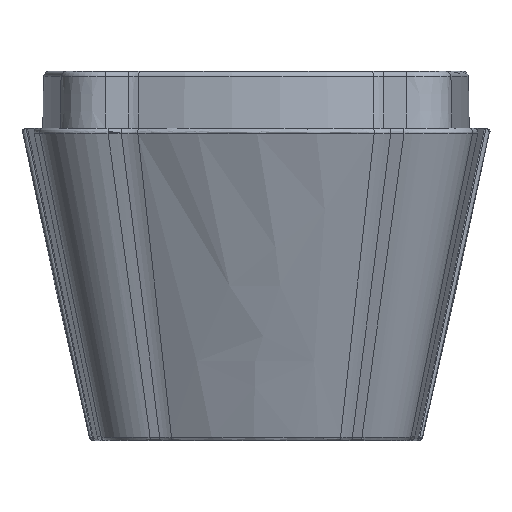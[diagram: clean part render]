
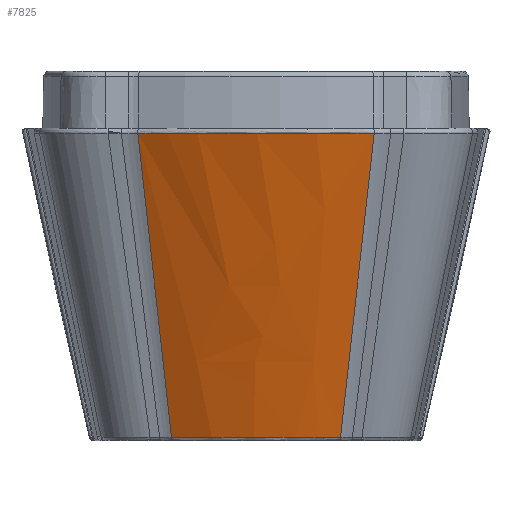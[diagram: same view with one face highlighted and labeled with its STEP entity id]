
A CAD part, front view. The second image highlights one B-rep face of the part: STEP entity #7825.
In plain terms, the highlighted free-form (B-spline) face has degree [3, 1] with [5, 2] control points.
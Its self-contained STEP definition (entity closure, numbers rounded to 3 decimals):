
#478 = B_SPLINE_CURVE_WITH_KNOTS ( 'NONE', 1,
 ( #886, #19681 ),
 .UNSPECIFIED., .F., .F.,
 ( 2, 2 ),
 ( 0.011, 0.982 ),
 .UNSPECIFIED. ) ;
#531 = CARTESIAN_POINT ( 'NONE',  ( -20.788, -60.142, 46.749 ) ) ;
#721 = CARTESIAN_POINT ( 'NONE',  ( -3.545, -63.557, 46.749 ) ) ;
#886 = CARTESIAN_POINT ( 'NONE',  ( 14.87, -43.022, -6.65 ) ) ;
#964 = CARTESIAN_POINT ( 'NONE',  ( 14.87, -43.022, -6.65 ) ) ;
#1779 = EDGE_CURVE ( 'NONE', #6138, #23056, #6006, .T. ) ;
#1898 = CARTESIAN_POINT ( 'NONE',  ( -14.314, -62.735, 47.74 ) ) ;
#3553 = ORIENTED_EDGE ( 'NONE', *, *, #16724, .T. ) ;
#4015 = CARTESIAN_POINT ( 'NONE',  ( -10.139, -44.437, -7.26 ) ) ;
#4070 = ORIENTED_EDGE ( 'NONE', *, *, #24023, .T. ) ;
#4110 = CARTESIAN_POINT ( 'NONE',  ( -10.027, -44.415, -6.65 ) ) ;
#4116 = CARTESIAN_POINT ( 'NONE',  ( 14.802, -42.826, -7.26 ) ) ;
#4318 = CARTESIAN_POINT ( 'NONE',  ( -20.898, -60.459, 47.74 ) ) ;
#4702 = B_SPLINE_SURFACE_WITH_KNOTS ( 'NONE', 3, 1, ( 
 ( #6311, #4116 ),
 ( #8810, #15722 ),
 ( #11189, #27912 ),
 ( #1898, #4015 ),
 ( #4318, #9012 ) ),
 .UNSPECIFIED., .F., .F., .F.,
 ( 4, 1, 4 ),
 ( 2, 2 ),
 ( 0., 0.5, 1. ),
 ( 0., 1. ),
 .UNSPECIFIED. ) ;
#6006 = B_SPLINE_CURVE_WITH_KNOTS ( 'NONE', 1,
 ( #6099, #8583 ),
 .UNSPECIFIED., .F., .F.,
 ( 2, 2 ),
 ( 0.018, 0.989 ),
 .UNSPECIFIED. ) ;
#6099 = CARTESIAN_POINT ( 'NONE',  ( -20.788, -60.142, 46.749 ) ) ;
#6138 = VERTEX_POINT ( 'NONE', #531 ) ;
#6311 = CARTESIAN_POINT ( 'NONE',  ( 20.898, -60.459, 47.74 ) ) ;
#6403 = CARTESIAN_POINT ( 'NONE',  ( -14.27, -43.224, -6.65 ) ) ;
#6512 = CARTESIAN_POINT ( 'NONE',  ( -7.569, -44.933, -6.65 ) ) ;
#7211 = CARTESIAN_POINT ( 'NONE',  ( -1.283, -45.518, -6.65 ) ) ;
#7825 = ADVANCED_FACE ( 'NONE', ( #15712 ), #4702, .T. ) ;
#8053 = CARTESIAN_POINT ( 'NONE',  ( 1.76, -63.633, 46.749 ) ) ;
#8583 = CARTESIAN_POINT ( 'NONE',  ( -14.87, -43.022, -6.65 ) ) ;
#8687 = CARTESIAN_POINT ( 'NONE',  ( -14.57, -43.124, -6.65 ) ) ;
#8805 = CARTESIAN_POINT ( 'NONE',  ( -13.368, -43.512, -6.65 ) ) ;
#8810 = CARTESIAN_POINT ( 'NONE',  ( 14.314, -62.735, 47.74 ) ) ;
#9012 = CARTESIAN_POINT ( 'NONE',  ( -14.802, -42.826, -7.26 ) ) ;
#10513 = EDGE_CURVE ( 'NONE', #23056, #15436, #19008, .T. ) ;
#10750 = CARTESIAN_POINT ( 'NONE',  ( 3.523, -63.558, 46.749 ) ) ;
#11189 = CARTESIAN_POINT ( 'NONE',  ( 0., -65.203, 47.74 ) ) ;
#11812 = CARTESIAN_POINT ( 'NONE',  ( 2.502, -45.52, -6.65 ) ) ;
#11908 = CARTESIAN_POINT ( 'NONE',  ( 5.032, -45.306, -6.65 ) ) ;
#12948 = CARTESIAN_POINT ( 'NONE',  ( 14.024, -62.163, 46.749 ) ) ;
#13151 = CARTESIAN_POINT ( 'NONE',  ( -9.693, -62.89, 46.749 ) ) ;
#13698 = CARTESIAN_POINT ( 'NONE',  ( -5.067, -45.25, -6.65 ) ) ;
#15298 = CARTESIAN_POINT ( 'NONE',  ( -20.788, -60.142, 46.749 ) ) ;
#15402 = CARTESIAN_POINT ( 'NONE',  ( -6.189, -63.333, 46.749 ) ) ;
#15436 = VERTEX_POINT ( 'NONE', #964 ) ;
#15712 = FACE_OUTER_BOUND ( 'NONE', #23073, .T. ) ;
#15722 = CARTESIAN_POINT ( 'NONE',  ( 10.139, -44.437, -7.26 ) ) ;
#15943 = CARTESIAN_POINT ( 'NONE',  ( -11.856, -43.95, -6.65 ) ) ;
#16045 = CARTESIAN_POINT ( 'NONE',  ( -2.544, -45.464, -6.65 ) ) ;
#16724 = EDGE_CURVE ( 'NONE', #18503, #6138, #29683, .T. ) ;
#17474 = CARTESIAN_POINT ( 'NONE',  ( 8.793, -63.041, 46.749 ) ) ;
#18213 = CARTESIAN_POINT ( 'NONE',  ( -14.87, -43.022, -6.65 ) ) ;
#18503 = VERTEX_POINT ( 'NONE', #27950 ) ;
#19008 = B_SPLINE_CURVE_WITH_KNOTS ( 'NONE', 3,
 ( #18213, #20907, #8687, #6403, #25294, #8805, #25395, #15943, #4110, #6512, #13698, #16045, #7211, #11812, #11908, #28417, #26103, #26206, #19027, #28212 ),
 .UNSPECIFIED., .F., .F.,
 ( 4, 2, 1, 2, 2, 1, 2, 2, 2, 2, 4 ),
 ( 0., 0., 0.001, 0.002, 0.004, 0.008, 0.011, 0.015, 0.023, 0.026, 0.03 ),
 .UNSPECIFIED. ) ;
#19027 = CARTESIAN_POINT ( 'NONE',  ( 13.673, -43.435, -6.65 ) ) ;
#19326 = ORIENTED_EDGE ( 'NONE', *, *, #10513, .T. ) ;
#19681 = CARTESIAN_POINT ( 'NONE',  ( 20.788, -60.142, 46.749 ) ) ;
#20907 = CARTESIAN_POINT ( 'NONE',  ( -14.721, -43.073, -6.65 ) ) ;
#22553 = CARTESIAN_POINT ( 'NONE',  ( 17.443, -61.298, 46.749 ) ) ;
#23056 = VERTEX_POINT ( 'NONE', #26779 ) ;
#23073 = EDGE_LOOP ( 'NONE', ( #4070, #3553, #26959, #19326 ) ) ;
#24023 = EDGE_CURVE ( 'NONE', #15436, #18503, #478, .T. ) ;
#24637 = CARTESIAN_POINT ( 'NONE',  ( -17.442, -61.298, 46.749 ) ) ;
#24859 = CARTESIAN_POINT ( 'NONE',  ( 7.038, -63.262, 46.749 ) ) ;
#25294 = CARTESIAN_POINT ( 'NONE',  ( -13.82, -43.372, -6.65 ) ) ;
#25395 = CARTESIAN_POINT ( 'NONE',  ( -12.462, -43.783, -6.65 ) ) ;
#26103 = CARTESIAN_POINT ( 'NONE',  ( 10.014, -44.418, -6.65 ) ) ;
#26206 = CARTESIAN_POINT ( 'NONE',  ( 12.462, -43.796, -6.65 ) ) ;
#26779 = CARTESIAN_POINT ( 'NONE',  ( -14.87, -43.022, -6.65 ) ) ;
#26959 = ORIENTED_EDGE ( 'NONE', *, *, #1779, .T. ) ;
#27049 = CARTESIAN_POINT ( 'NONE',  ( -14.032, -62.16, 46.749 ) ) ;
#27160 = CARTESIAN_POINT ( 'NONE',  ( 20.788, -60.142, 46.749 ) ) ;
#27360 = CARTESIAN_POINT ( 'NONE',  ( -8.821, -63.019, 46.749 ) ) ;
#27912 = CARTESIAN_POINT ( 'NONE',  ( 0., -46.186, -7.26 ) ) ;
#27950 = CARTESIAN_POINT ( 'NONE',  ( 20.788, -60.142, 46.749 ) ) ;
#28212 = CARTESIAN_POINT ( 'NONE',  ( 14.87, -43.022, -6.65 ) ) ;
#28417 = CARTESIAN_POINT ( 'NONE',  ( 8.775, -44.678, -6.65 ) ) ;
#29563 = CARTESIAN_POINT ( 'NONE',  ( -7.07, -63.24, 46.749 ) ) ;
#29668 = CARTESIAN_POINT ( 'NONE',  ( -1.777, -63.633, 46.749 ) ) ;
#29683 = B_SPLINE_CURVE_WITH_KNOTS ( 'NONE', 3,
 ( #27160, #22553, #12948, #17474, #24859, #10750, #8053, #29668, #721, #15402, #29563, #27360, #13151, #27049, #24637, #15298 ),
 .UNSPECIFIED., .F., .F.,
 ( 4, 2, 2, 2, 2, 2, 2, 4 ),
 ( 0., 0.011, 0.016, 0.021, 0.026, 0.029, 0.032, 0.042 ),
 .UNSPECIFIED. ) ;
